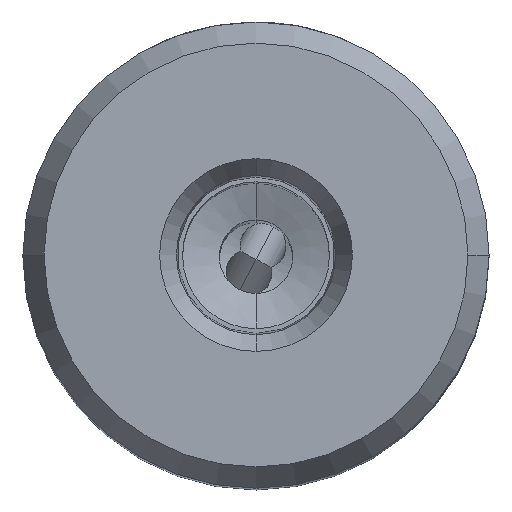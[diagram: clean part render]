
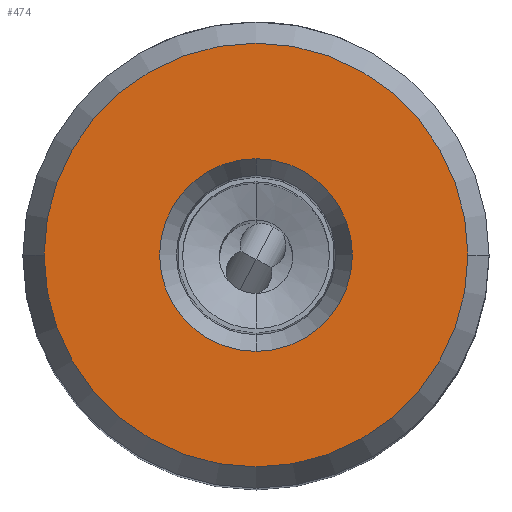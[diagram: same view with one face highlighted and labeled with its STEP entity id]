
A CAD part, top view. The second image highlights one B-rep face of the part: STEP entity #474.
In plain terms, the highlighted planar face has unit normal (0, 0, 1).
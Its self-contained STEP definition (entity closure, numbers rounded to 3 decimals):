
#44=FACE_BOUND('',#790,.T.);
#45=FACE_BOUND('',#791,.T.);
#138=PLANE('',#2956);
#313=CIRCLE('',#2889,5.25);
#337=CIRCLE('',#2951,11.545);
#338=CIRCLE('',#2953,11.545);
#339=CIRCLE('',#2955,5.25);
#474=ADVANCED_FACE('',(#44,#45),#138,.T.);
#790=EDGE_LOOP('',(#1256,#1257));
#791=EDGE_LOOP('',(#1258,#1259));
#1256=ORIENTED_EDGE('',*,*,#2099,.T.);
#1257=ORIENTED_EDGE('',*,*,#2305,.T.);
#1258=ORIENTED_EDGE('',*,*,#2301,.T.);
#1259=ORIENTED_EDGE('',*,*,#2304,.T.);
#1792=VERTEX_POINT('',#3809);
#1794=VERTEX_POINT('',#3813);
#1939=VERTEX_POINT('',#7710);
#1940=VERTEX_POINT('',#7711);
#2099=EDGE_CURVE('',#1792,#1794,#313,.T.);
#2301=EDGE_CURVE('',#1939,#1940,#337,.T.);
#2304=EDGE_CURVE('',#1940,#1939,#338,.T.);
#2305=EDGE_CURVE('',#1794,#1792,#339,.T.);
#2889=AXIS2_PLACEMENT_3D('',#3814,#3140,#3141);
#2951=AXIS2_PLACEMENT_3D('',#7709,#3279,#3280);
#2953=AXIS2_PLACEMENT_3D('',#7715,#3285,#3286);
#2955=AXIS2_PLACEMENT_3D('',#7717,#3289,#3290);
#2956=AXIS2_PLACEMENT_3D('',#7718,#3291,#3292);
#3140=DIRECTION('',(0.,0.,-1.));
#3141=DIRECTION('',(0.,-1.,0.));
#3279=DIRECTION('',(0.,0.,1.));
#3280=DIRECTION('',(-1.,0.,0.));
#3285=DIRECTION('',(0.,0.,1.));
#3286=DIRECTION('',(1.,0.,0.));
#3289=DIRECTION('',(0.,0.,-1.));
#3290=DIRECTION('',(0.,1.,0.));
#3291=DIRECTION('',(0.,0.,1.));
#3292=DIRECTION('',(-1.,0.,0.));
#3809=CARTESIAN_POINT('',(0.,-5.25,28.65));
#3813=CARTESIAN_POINT('',(0.,5.25,28.65));
#3814=CARTESIAN_POINT('',(0.,0.,28.65));
#7709=CARTESIAN_POINT('',(0.,0.,28.65));
#7710=CARTESIAN_POINT('',(-11.545,0.,28.65));
#7711=CARTESIAN_POINT('',(11.545,0.,28.65));
#7715=CARTESIAN_POINT('',(0.,0.,28.65));
#7717=CARTESIAN_POINT('',(0.,0.,28.65));
#7718=CARTESIAN_POINT('',(0.,0.,28.65));
